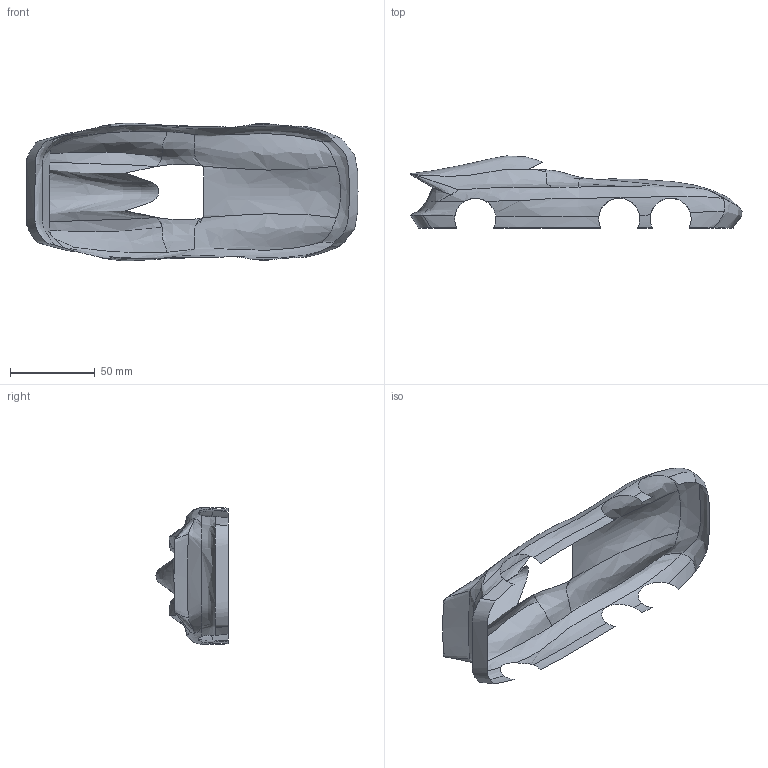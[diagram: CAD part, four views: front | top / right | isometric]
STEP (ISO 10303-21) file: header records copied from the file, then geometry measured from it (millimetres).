
FILE_DESCRIPTION(('FreeCAD Model'),'2;1');
FILE_NAME('Open CASCADE Shape Model','2025-05-04T14:12:32',('FreeCAD'),( 'FreeCAD'),'Open CASCADE STEP processor 7.6','FreeCAD','Unknown');
FILE_SCHEMA(('AUTOMOTIVE_DESIGN { 1 0 10303 214 1 1 1 1 }'));
Length unit declared in the file: millimetre
Products named in the file (1): Open CASCADE STEP translator 7.6 1
Bounding box: 195.77 x 42.5 x 80.97 mm (x, y, z)
Surface area: 23635 mm2 (no closed solid volume)
Topology: 0 solids, 1 shells, 30 faces, 100 edges, 70 vertices
Faces by surface type: bspline 30
Entity records: 8532 total; most frequent: CARTESIAN_POINT 8016, ORIENTED_EDGE 164, EDGE_CURVE 100, VERTEX_POINT 70, B_SPLINE_CURVE_WITH_KNOTS 68, ADVANCED_FACE 30, FACE_BOUND 30, EDGE_LOOP 30
